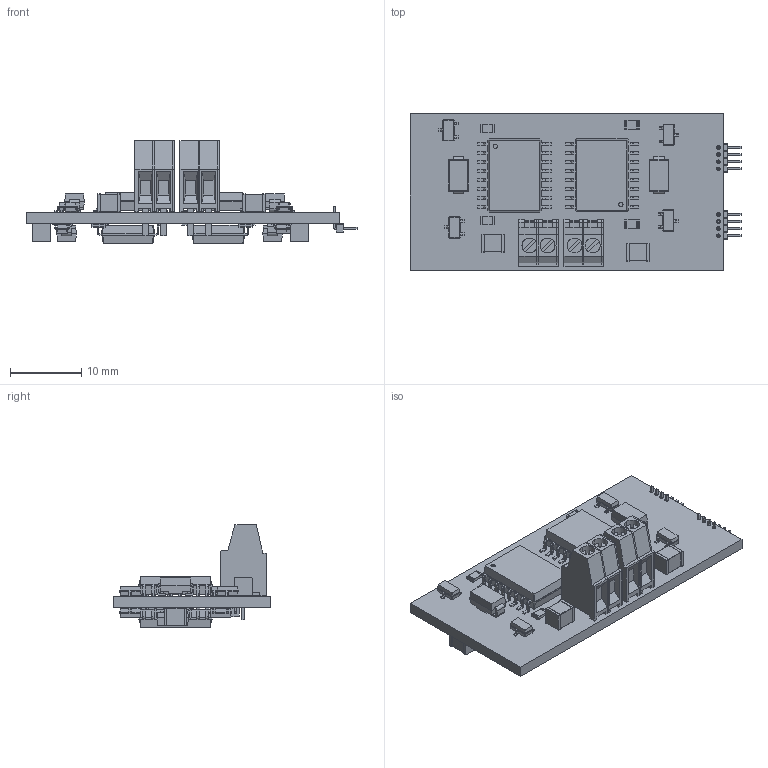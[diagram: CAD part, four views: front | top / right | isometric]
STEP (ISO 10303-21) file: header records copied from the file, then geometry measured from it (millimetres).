
FILE_DESCRIPTION(('KiCad electronic assembly'),'2;1');
FILE_NAME('doublebridgeright v8.step','2025-08-31T15:55:04',('Pcbnew'),( 'Kicad'),'Open CASCADE STEP processor 7.8','KiCad to STEP converter' ,'Unknown');
FILE_SCHEMA(('AUTOMOTIVE_DESIGN { 1 0 10303 214 1 1 1 1 }'));
Length unit declared in the file: millimetre
Products named in the file (16): doublebridgeright v8 1; C_1210_3225Metric; ES1J; NRVUS2DA; R_0805_2012Metric; 282834-2; SC-59; SC_59; SOIC-16W_7.5x10.3mm_P1.27mm; SOIC_16W_75x103mm_P127mm; PinHeader_1x04_P1.00mm_Horizontal; PinHeader_1x04_P100mm_Horizontal; doublebridgeright v8_PCB
Assembly tree (40 placements, depth 3):
  doublebridgeright v8 1
    C_1210_3225Metric  x4
      C_1210_3225Metric
    ES1J  x4
      NRVUS2DA
    R_0805_2012Metric  x8
      R_0805_2012Metric
    282834-2  x2
      282834-2
    SC-59  x8
      SC_59
    SOIC-16W_7.5x10.3mm_P1.27mm  x4
      SOIC_16W_75x103mm_P127mm
    PinHeader_1x04_P1.00mm_Horizontal  x2
      PinHeader_1x04_P100mm_Horizontal
    doublebridgeright v8_PCB
Bounding box: 46.55 x 22 x 14.45 mm (x, y, z)
Volume: 3328.9 mm3; surface area: 5553.2 mm2
Topology: 57 solids, 57 shells, 2764 faces, 7018 edges, 4408 vertices
Faces by surface type: plane 1832, cylinder 556, bspline 376
Full cylindrical faces by diameter (mm): 0.5 x8, 0.6 x4, 1.2 x4
Entity records: 26399 total; most frequent: CARTESIAN_POINT 4135, ORIENTED_EDGE 3776, DIRECTION 3544, EDGE_CURVE 1888, LINE 1534, VECTOR 1534, VERTEX_POINT 1200, AXIS2_PLACEMENT_3D 1005
